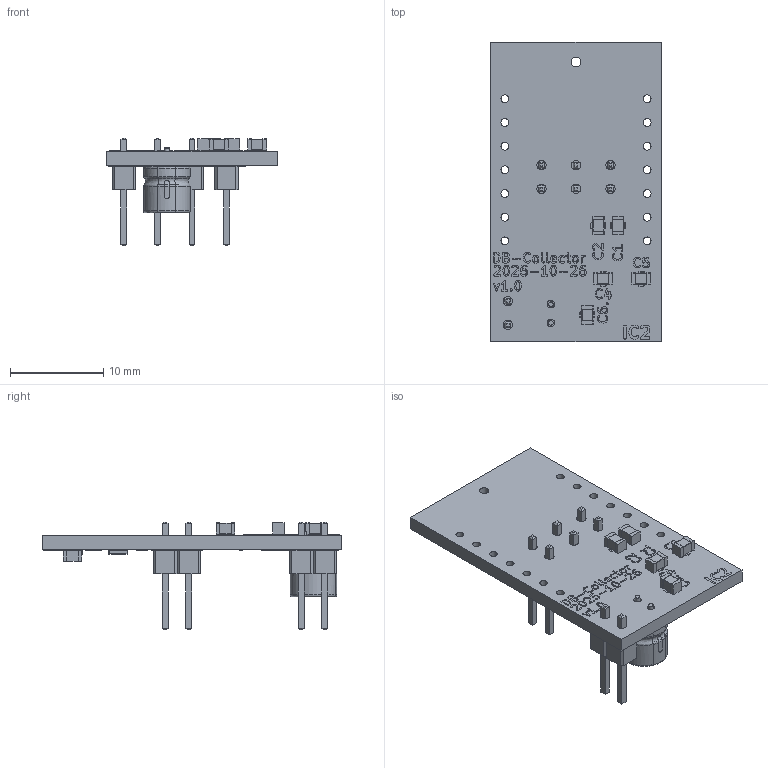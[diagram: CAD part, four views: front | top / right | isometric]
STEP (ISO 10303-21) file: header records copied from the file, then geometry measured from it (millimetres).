
FILE_DESCRIPTION(('KiCad electronic assembly'),'2;1');
FILE_NAME('db-collector.step','2025-11-20T18:05:08',('Pcbnew'),('Kicad') ,'Open CASCADE STEP processor 7.8','KiCad to STEP converter','Unknown' );
FILE_SCHEMA(('AUTOMOTIVE_DESIGN { 1 0 10303 214 1 1 1 1 }'));
Length unit declared in the file: millimetre
Products named in the file (7): db-collector 1; C_0805_2012Metric; PinHeader_1x02_P2.54mm_Vertical; R_0805_2012Metric; CP_Radial_D5.0mm_P2.00mm; db-collector_silkscreen; db-collector_PCB
Assembly tree (17 placements, depth 2):
  db-collector 1
    C_0805_2012Metric  x6
    PinHeader_1x02_P2.54mm_Vertical  x4
    R_0805_2012Metric  x4
    CP_Radial_D5.0mm_P2.00mm
    db-collector_silkscreen
    db-collector_PCB
Bounding box: 18.28 x 32.07 x 11.54 mm (x, y, z)
Volume: 1132.9 mm3; surface area: 2132.1 mm2
Topology: 16 solids, 121 shells, 664 faces, 2893 edges, 2397 vertices
Faces by surface type: plane 509, cylinder 142, bspline 6, revolution 5, torus 2
Full cylindrical faces by diameter (mm): 0.5 x2, 0.8 x2, 0.85 x14, 1 x8, 1.05 x1
Entity records: 22004 total; most frequent: CARTESIAN_POINT 4763, DIRECTION 3113, ORIENTED_EDGE 2428, EDGE_CURVE 1963, VERTEX_POINT 1797, LINE 1370, VECTOR 1370, AXIS2_PLACEMENT_3D 869
